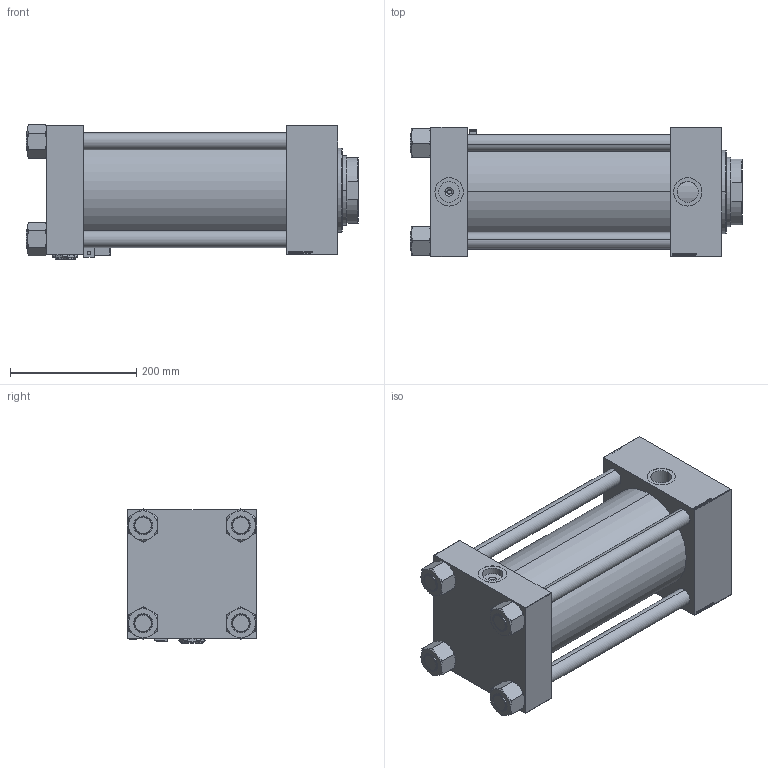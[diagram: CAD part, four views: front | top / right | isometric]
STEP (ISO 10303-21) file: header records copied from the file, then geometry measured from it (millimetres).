
FILE_DESCRIPTION (( 'STEP AP203' ), '1' );
FILE_NAME ('eb0c.STEP', '2022-04-15T22:50:35', ( '' ), ( '' ), 'SwSTEP 2.0', 'SolidWorks 2019', '' );
FILE_SCHEMA (( 'CONFIG_CONTROL_DESIGN' ));
Length unit declared in the file: millimetre
Products named in the file (8): V215CR_C_Body 3289da76c11e72eb6d2f3f3bc384d882; NUT_M5_C 3289da76c11e72eb6d2f3f3bc384d882; V215CR_VCP_C 3289da76c11e72eb6d2f3f3bc384d882; Zatka_pro_OIL_PORT 3289da76c11e72eb6d2f3f3bc384d882; V215CR_MSU 3289da76c11e72eb6d2f3f3bc384d882; eb0c; V215CR_C_TYCINKA 3289da76c11e72eb6d2f3f3bc384d882; V215_VC_A 3289da76c11e72eb6d2f3f3bc384d882
Assembly tree (13 placements, depth 2):
  eb0c
    V215CR_C_Body 3289da76c11e72eb6d2f3f3bc384d882
    V215CR_VCP_C 3289da76c11e72eb6d2f3f3bc384d882
    NUT_M5_C 3289da76c11e72eb6d2f3f3bc384d882  x4
    V215CR_C_TYCINKA 3289da76c11e72eb6d2f3f3bc384d882  x4
    V215_VC_A 3289da76c11e72eb6d2f3f3bc384d882
    V215CR_MSU 3289da76c11e72eb6d2f3f3bc384d882
    Zatka_pro_OIL_PORT 3289da76c11e72eb6d2f3f3bc384d882
Bounding box: 526 x 205 x 213.57 mm (x, y, z)
Volume: 10732538 mm3; surface area: 1126044.4 mm2
Topology: 13 solids, 13 shells, 1333 faces, 3346 edges, 2153 vertices
Faces by surface type: plane 629, bspline 392, cone 158, cylinder 128, torus 14, sphere 12
Entity records: 54912 total; most frequent: CARTESIAN_POINT 28211, ORIENTED_EDGE 5932, DIRECTION 4032, EDGE_CURVE 2966, VERTEX_POINT 1931, LINE 1748, VECTOR 1748, EDGE_LOOP 1317
